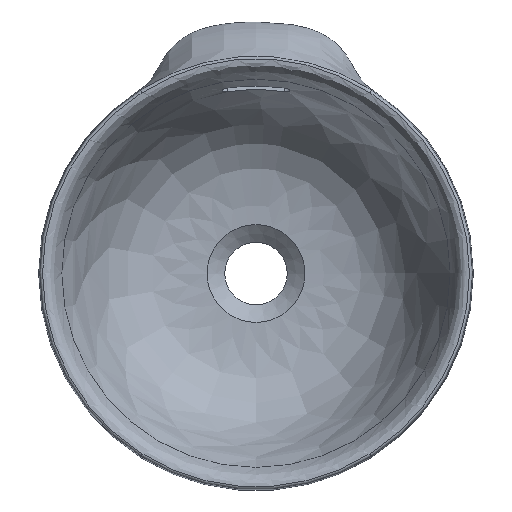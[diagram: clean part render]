
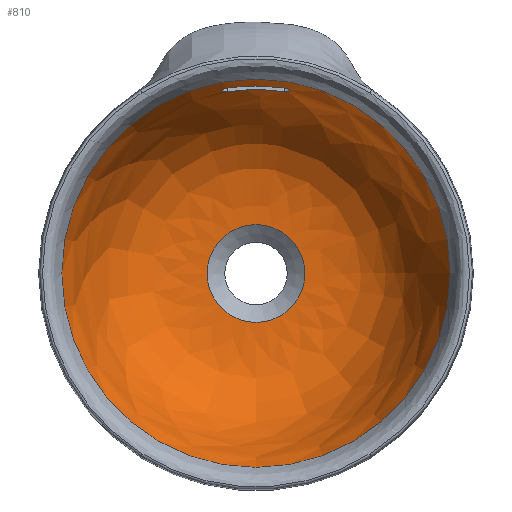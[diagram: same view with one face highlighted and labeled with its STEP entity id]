
A CAD part, top view. The second image highlights one B-rep face of the part: STEP entity #810.
In plain terms, the highlighted face is a revolution surface.
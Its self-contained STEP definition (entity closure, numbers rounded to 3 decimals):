
#144=SURFACE_OF_REVOLUTION('',#1947,#146);
#146=AXIS1_PLACEMENT('',#10035,#6146);
#148=FACE_BOUND('',#1525,.T.);
#149=FACE_BOUND('',#1526,.T.);
#150=FACE_BOUND('',#1527,.T.);
#810=ADVANCED_FACE('',(#148,#149,#150),#144,.T.);
#1525=EDGE_LOOP('',(#2361));
#1526=EDGE_LOOP('',(#2362));
#1527=EDGE_LOOP('',(#2363,#2364,#2365,#2366));
#1943=B_SPLINE_CURVE_WITH_KNOTS('',3,(#9955,#9956,#9957,#9958,#9959,#9960,
#9961,#9962,#9963,#9964,#9965,#9966,#9967,#9968,#9969,#9970,#9971,#9972,
#9973,#9974,#9975,#9976,#9977,#9978,#9979,#9980,#9981,#9982,#9983,#9984,
#9985),.UNSPECIFIED.,.F.,.F.,(4,3,3,3,3,3,3,3,3,3,4),(0.,0.109,
0.218,0.327,0.434,0.54,
0.646,0.751,0.858,0.966,
1.),.UNSPECIFIED.);
#1944=B_SPLINE_CURVE_WITH_KNOTS('',3,(#9988,#9989,#9990,#9991),
 .UNSPECIFIED.,.F.,.F.,(4,4),(0.,1.),.UNSPECIFIED.);
#1945=B_SPLINE_CURVE_WITH_KNOTS('',3,(#9993,#9994,#9995,#9996,#9997,#9998,
#9999,#10000,#10001,#10002,#10003,#10004,#10005,#10006,#10007,#10008,#10009,
#10010,#10011,#10012,#10013,#10014,#10015,#10016,#10017,#10018,#10019,#10020,
#10021,#10022,#10023),.UNSPECIFIED.,.F.,.F.,(4,3,3,3,3,3,3,3,3,3,4),(0.,
0.109,0.218,0.327,0.434,
0.54,0.645,0.751,0.858,
0.966,1.),.UNSPECIFIED.);
#1946=B_SPLINE_CURVE_WITH_KNOTS('',3,(#10025,#10026,#10027,#10028),
 .UNSPECIFIED.,.F.,.F.,(4,4),(0.,1.),.UNSPECIFIED.);
#1947=B_SPLINE_CURVE_WITH_KNOTS('',5,(#10029,#10030,#10031,#10032,#10033,
#10034),.UNSPECIFIED.,.F.,.F.,(6,6),(0.,1.),.UNSPECIFIED.);
#2361=ORIENTED_EDGE('',*,*,#4553,.F.);
#2362=ORIENTED_EDGE('',*,*,#4554,.F.);
#2363=ORIENTED_EDGE('',*,*,#4555,.F.);
#2364=ORIENTED_EDGE('',*,*,#4556,.F.);
#2365=ORIENTED_EDGE('',*,*,#4557,.F.);
#2366=ORIENTED_EDGE('',*,*,#4558,.F.);
#4043=VERTEX_POINT('',#9952);
#4044=VERTEX_POINT('',#9954);
#4045=VERTEX_POINT('',#9986);
#4046=VERTEX_POINT('',#9987);
#4047=VERTEX_POINT('',#9992);
#4048=VERTEX_POINT('',#10024);
#4553=EDGE_CURVE('',#4043,#4043,#5352,.T.);
#4554=EDGE_CURVE('',#4044,#4044,#5353,.T.);
#4555=EDGE_CURVE('',#4045,#4046,#1943,.T.);
#4556=EDGE_CURVE('',#4047,#4045,#1944,.T.);
#4557=EDGE_CURVE('',#4048,#4047,#1945,.T.);
#4558=EDGE_CURVE('',#4046,#4048,#1946,.T.);
#5352=CIRCLE('',#5641,36.);
#5353=CIRCLE('',#5642,143.);
#5641=AXIS2_PLACEMENT_3D('',#9951,#6142,#6143);
#5642=AXIS2_PLACEMENT_3D('',#9953,#6144,#6145);
#6142=DIRECTION('',(0.,0.,1.));
#6143=DIRECTION('',(1.,0.,0.));
#6144=DIRECTION('',(0.,0.,-1.));
#6145=DIRECTION('',(1.,0.,0.));
#6146=DIRECTION('',(0.,0.,1.));
#9951=CARTESIAN_POINT('',(0.,0.,0.));
#9952=CARTESIAN_POINT('',(36.,0.,0.));
#9953=CARTESIAN_POINT('',(0.,0.,105.));
#9954=CARTESIAN_POINT('',(143.,0.,105.));
#9955=CARTESIAN_POINT('',(-21.,136.415,91.276));
#9956=CARTESIAN_POINT('',(-21.452,136.354,91.298));
#9957=CARTESIAN_POINT('',(-21.911,136.262,91.247));
#9958=CARTESIAN_POINT('',(-22.337,136.148,91.128));
#9959=CARTESIAN_POINT('',(-22.763,136.035,91.008));
#9960=CARTESIAN_POINT('',(-23.169,135.896,90.816));
#9961=CARTESIAN_POINT('',(-23.521,135.743,90.567));
#9962=CARTESIAN_POINT('',(-23.872,135.592,90.319));
#9963=CARTESIAN_POINT('',(-24.179,135.422,90.007));
#9964=CARTESIAN_POINT('',(-24.416,135.251,89.657));
#9965=CARTESIAN_POINT('',(-24.649,135.082,89.31));
#9966=CARTESIAN_POINT('',(-24.82,134.906,88.916));
#9967=CARTESIAN_POINT('',(-24.914,134.739,88.508));
#9968=CARTESIAN_POINT('',(-25.005,134.574,88.105));
#9969=CARTESIAN_POINT('',(-25.024,134.413,87.677));
#9970=CARTESIAN_POINT('',(-24.968,134.27,87.26));
#9971=CARTESIAN_POINT('',(-24.912,134.128,86.845));
#9972=CARTESIAN_POINT('',(-24.781,134.,86.43));
#9973=CARTESIAN_POINT('',(-24.586,133.895,86.048));
#9974=CARTESIAN_POINT('',(-24.39,133.791,85.665));
#9975=CARTESIAN_POINT('',(-24.125,133.707,85.306));
#9976=CARTESIAN_POINT('',(-23.812,133.649,84.998));
#9977=CARTESIAN_POINT('',(-23.496,133.591,84.686));
#9978=CARTESIAN_POINT('',(-23.123,133.558,84.419));
#9979=CARTESIAN_POINT('',(-22.723,133.553,84.218));
#9980=CARTESIAN_POINT('',(-22.317,133.547,84.015));
#9981=CARTESIAN_POINT('',(-21.873,133.568,83.873));
#9982=CARTESIAN_POINT('',(-21.427,133.615,83.806));
#9983=CARTESIAN_POINT('',(-21.285,133.63,83.784));
#9984=CARTESIAN_POINT('',(-21.143,133.647,83.77));
#9985=CARTESIAN_POINT('',(-21.,133.667,83.762));
#9986=CARTESIAN_POINT('',(-21.,136.415,91.276));
#9987=CARTESIAN_POINT('',(-21.,133.667,83.762));
#9988=CARTESIAN_POINT('',(21.,136.415,91.276));
#9989=CARTESIAN_POINT('',(7.,138.319,90.588));
#9990=CARTESIAN_POINT('',(-7.,138.319,90.588));
#9991=CARTESIAN_POINT('',(-21.,136.415,91.276));
#9992=CARTESIAN_POINT('',(21.,136.415,91.276));
#9993=CARTESIAN_POINT('',(21.,133.667,83.762));
#9994=CARTESIAN_POINT('',(21.452,133.604,83.785));
#9995=CARTESIAN_POINT('',(21.91,133.566,83.883));
#9996=CARTESIAN_POINT('',(22.337,133.555,84.047));
#9997=CARTESIAN_POINT('',(22.763,133.544,84.212));
#9998=CARTESIAN_POINT('',(23.169,133.561,84.448));
#9999=CARTESIAN_POINT('',(23.521,133.605,84.736));
#10000=CARTESIAN_POINT('',(23.872,133.648,85.023));
#10001=CARTESIAN_POINT('',(24.179,133.72,85.37));
#10002=CARTESIAN_POINT('',(24.415,133.816,85.748));
#10003=CARTESIAN_POINT('',(24.649,133.91,86.12));
#10004=CARTESIAN_POINT('',(24.819,134.031,86.534));
#10005=CARTESIAN_POINT('',(24.913,134.167,86.952));
#10006=CARTESIAN_POINT('',(25.005,134.302,87.365));
#10007=CARTESIAN_POINT('',(25.024,134.456,87.794));
#10008=CARTESIAN_POINT('',(24.969,134.617,88.204));
#10009=CARTESIAN_POINT('',(24.913,134.777,88.612));
#10010=CARTESIAN_POINT('',(24.783,134.948,89.011));
#10011=CARTESIAN_POINT('',(24.589,135.115,89.37));
#10012=CARTESIAN_POINT('',(24.394,135.283,89.731));
#10013=CARTESIAN_POINT('',(24.129,135.451,90.061));
#10014=CARTESIAN_POINT('',(23.816,135.607,90.335));
#10015=CARTESIAN_POINT('',(23.5,135.764,90.612));
#10016=CARTESIAN_POINT('',(23.126,135.911,90.838));
#10017=CARTESIAN_POINT('',(22.725,136.036,90.997));
#10018=CARTESIAN_POINT('',(22.319,136.163,91.157));
#10019=CARTESIAN_POINT('',(21.875,136.27,91.253));
#10020=CARTESIAN_POINT('',(21.428,136.349,91.275));
#10021=CARTESIAN_POINT('',(21.286,136.373,91.283));
#10022=CARTESIAN_POINT('',(21.143,136.396,91.283));
#10023=CARTESIAN_POINT('',(21.,136.415,91.276));
#10024=CARTESIAN_POINT('',(21.,133.667,83.762));
#10025=CARTESIAN_POINT('',(-21.,133.667,83.762));
#10026=CARTESIAN_POINT('',(-7.,135.609,83.061));
#10027=CARTESIAN_POINT('',(7.,135.609,83.061));
#10028=CARTESIAN_POINT('',(21.,133.667,83.762));
#10029=CARTESIAN_POINT('',(143.,0.,105.));
#10030=CARTESIAN_POINT('',(131.731,0.,74.039));
#10031=CARTESIAN_POINT('',(120.462,0.,43.077));
#10032=CARTESIAN_POINT('',(110.363,0.,2.597));
#10033=CARTESIAN_POINT('',(73.182,0.,1.298));
#10034=CARTESIAN_POINT('',(36.,0.,0.));
#10035=CARTESIAN_POINT('',(0.,0.,0.));
